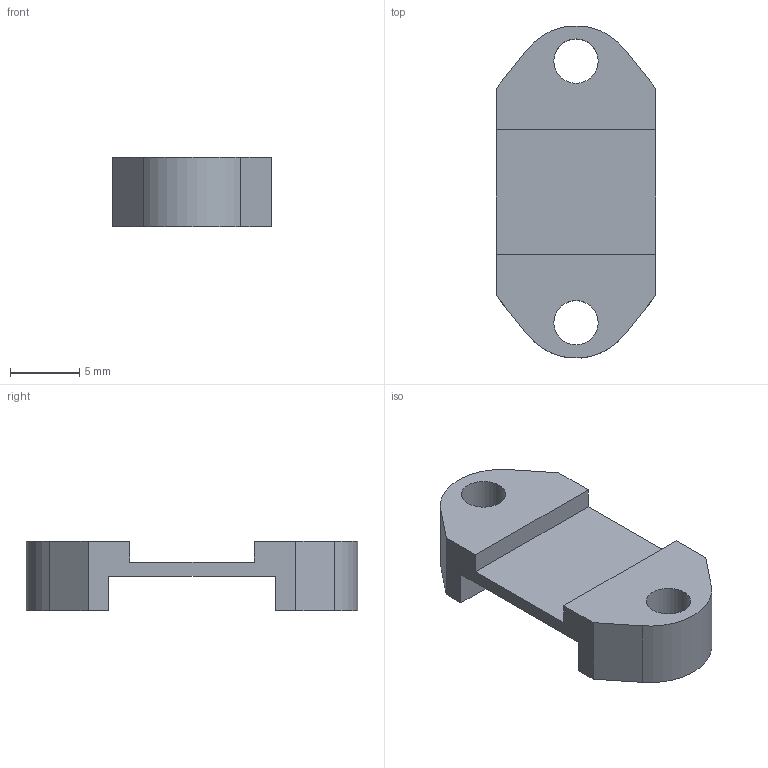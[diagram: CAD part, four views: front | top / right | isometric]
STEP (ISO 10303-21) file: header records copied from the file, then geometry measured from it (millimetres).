
FILE_DESCRIPTION(/* description */ ('STEP AP242','CAx-IF Rec.Pracs.---Representation and Presentation of Product Manufacturing Information (PMI)---4.0---2014-10-13','CAx-IF Rec.Pracs.---3D Tessellated Geometry---0.4---2014-09-14','2;1'),/* implementation_level */ '2;1');
FILE_NAME(/* name */ 'Assembly 1 - Mount 4_T',/* time_stamp */ '2024-08-31T21:16:16Z',/* author */ (''),/* organization */ (''),/* preprocessor_version */ 'ST-DEVELOPER v20',/* originating_system */ ' ',/* authorisation */ ' ');
FILE_SCHEMA (('AP242_MANAGED_MODEL_BASED_3D_ENGINEERING_MIM_LF { 1 0 10303 442 1 1 4 }'));
Length unit declared in the file: millimetre
Products named in the file (1): Mount 4_T
Bounding box: 11.5 x 23.97 x 5 mm (x, y, z)
Volume: 624.9 mm3; surface area: 858.1 mm2
Topology: 1 solids, 1 shells, 20 faces, 54 edges, 36 vertices
Faces by surface type: plane 16, cylinder 4
Full cylindrical faces by diameter (mm): 3.2 x2
Entity records: 646 total; most frequent: CARTESIAN_POINT 109, ORIENTED_EDGE 104, DIRECTION 102, EDGE_CURVE 52, LINE 44, VECTOR 44, VERTEX_POINT 36, AXIS2_PLACEMENT_3D 29
